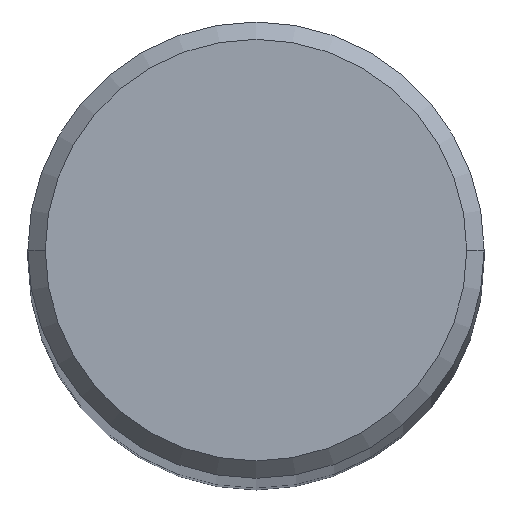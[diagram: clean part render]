
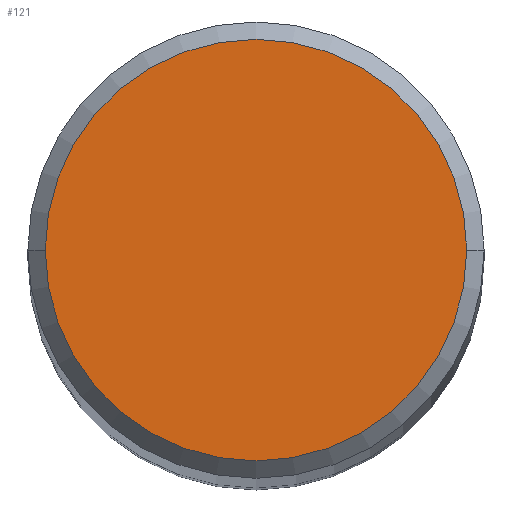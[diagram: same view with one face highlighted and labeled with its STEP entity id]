
A CAD part, top view. The second image highlights one B-rep face of the part: STEP entity #121.
In plain terms, the highlighted planar face has unit normal (0, 0, 1).
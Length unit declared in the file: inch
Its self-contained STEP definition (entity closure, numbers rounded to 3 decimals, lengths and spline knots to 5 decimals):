
#35 = EDGE_CURVE ( 'NONE', #111, #206, #112, .T. ) ;
#45 = DIRECTION ( 'NONE',  ( 1., 0., 0. ) ) ;
#62 = DIRECTION ( 'NONE',  ( 0., 0., 1. ) ) ;
#63 = CARTESIAN_POINT ( 'NONE',  ( 0., 0., 5.90551 ) ) ;
#111 = VERTEX_POINT ( 'NONE', #144 ) ;
#112 = CIRCLE ( 'NONE', #249, 0.18185 ) ;
#121 = ADVANCED_FACE ( 'NONE', ( #220 ), #153, .T. ) ;
#131 = EDGE_CURVE ( 'NONE', #206, #111, #242, .T. ) ;
#139 = DIRECTION ( 'NONE',  ( 0., 0., 1. ) ) ;
#140 = EDGE_LOOP ( 'NONE', ( #224, #156 ) ) ;
#144 = CARTESIAN_POINT ( 'NONE',  ( -0.18185, 0., 5.90551 ) ) ;
#151 = AXIS2_PLACEMENT_3D ( 'NONE', #168, #62, #221 ) ;
#153 = PLANE ( 'NONE',  #151 ) ;
#156 = ORIENTED_EDGE ( 'NONE', *, *, #131, .T. ) ;
#159 = DIRECTION ( 'NONE',  ( 1., 0., 0. ) ) ;
#168 = CARTESIAN_POINT ( 'NONE',  ( 0., 0., 5.90551 ) ) ;
#192 = AXIS2_PLACEMENT_3D ( 'NONE', #226, #139, #159 ) ;
#206 = VERTEX_POINT ( 'NONE', #253 ) ;
#220 = FACE_OUTER_BOUND ( 'NONE', #140, .T. ) ;
#221 = DIRECTION ( 'NONE',  ( 1., 0., 0. ) ) ;
#224 = ORIENTED_EDGE ( 'NONE', *, *, #35, .T. ) ;
#226 = CARTESIAN_POINT ( 'NONE',  ( 0., 0., 5.90551 ) ) ;
#236 = DIRECTION ( 'NONE',  ( 0., 0., 1. ) ) ;
#242 = CIRCLE ( 'NONE', #192, 0.18185 ) ;
#249 = AXIS2_PLACEMENT_3D ( 'NONE', #63, #236, #45 ) ;
#253 = CARTESIAN_POINT ( 'NONE',  ( 0.18185, 0., 5.90551 ) ) ;
